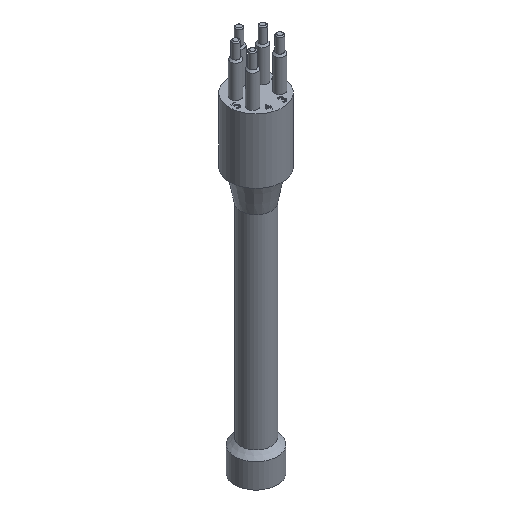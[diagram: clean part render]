
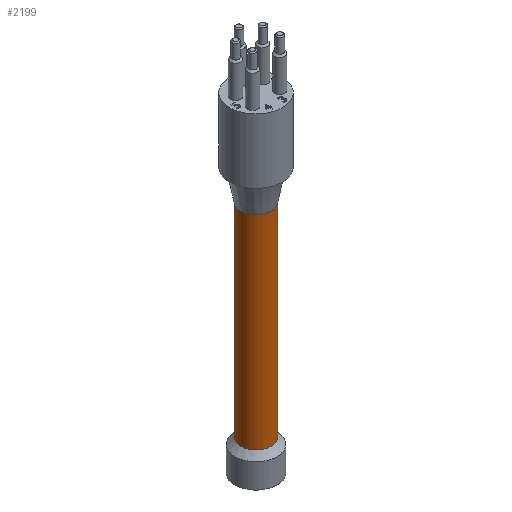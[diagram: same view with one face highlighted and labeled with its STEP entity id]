
A CAD part, isometric view. The second image highlights one B-rep face of the part: STEP entity #2199.
In plain terms, the highlighted cylindrical face has radius 4.5 mm (diameter 9 mm), a full revolution.
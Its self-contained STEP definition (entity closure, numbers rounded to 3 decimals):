
#23=CYLINDRICAL_SURFACE($,#2315,4.5);
#64=CIRCLE($,#2311,4.5);
#66=CIRCLE($,#2316,4.5);
#323=FACE_OUTER_BOUND($,#522,.T.);
#361=FACE_BOUND($,#523,.T.);
#522=EDGE_LOOP($,(#1985));
#523=EDGE_LOOP($,(#1986));
#1094=VERTEX_POINT($,#4061);
#1096=VERTEX_POINT($,#4068);
#1393=EDGE_CURVE($,#1094,#1094,#64,.T.);
#1395=EDGE_CURVE($,#1096,#1096,#66,.T.);
#1985=ORIENTED_EDGE($,*,*,#1393,.T.);
#1986=ORIENTED_EDGE($,*,*,#1395,.F.);
#2199=ADVANCED_FACE($,(#323,#361),#23,.T.);
#2311=AXIS2_PLACEMENT_3D($,#4062,#2712,#2713);
#2315=AXIS2_PLACEMENT_3D($,#4067,#2720,#2721);
#2316=AXIS2_PLACEMENT_3D($,#4069,#2722,#2723);
#2712=DIRECTION('center_axis',(0.,0.,1.));
#2713=DIRECTION('ref_axis',(1.,0.,0.));
#2720=DIRECTION('center_axis',(0.,0.,-1.));
#2721=DIRECTION('ref_axis',(1.,0.,0.));
#2722=DIRECTION('center_axis',(0.,0.,1.));
#2723=DIRECTION('ref_axis',(1.,0.,0.));
#4061=CARTESIAN_POINT('',(-4.5,0.,-69.));
#4062=CARTESIAN_POINT('Origin',(0.,0.,-69.));
#4067=CARTESIAN_POINT('Origin',(0.,0.,-9.));
#4068=CARTESIAN_POINT('',(4.5,0.,-9.));
#4069=CARTESIAN_POINT('Origin',(0.,0.,-9.));
